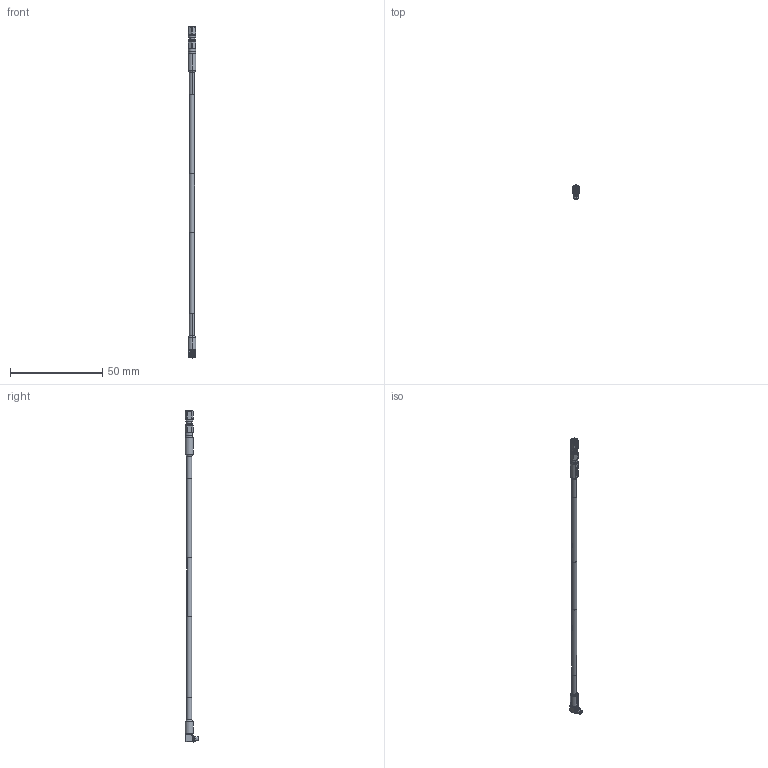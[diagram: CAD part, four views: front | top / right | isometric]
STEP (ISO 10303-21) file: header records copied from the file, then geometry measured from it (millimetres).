
FILE_DESCRIPTION (( 'STEP AP214' ), '1' );
FILE_NAME ('FMC00727_3D.step', '2023-02-06T16:20:14', ( '' ), ( '' ), 'SwSTEP 2.0', 'SolidWorks 2022', '' );
FILE_SCHEMA (( 'AUTOMOTIVE_DESIGN' ));
Length unit declared in the file: inch
Products named in the file (5): Part2^FMC00727; Copy of RG316^FMC00727; Copy of SC9535^FMC00727; FMC00727_3D; Copy of PE45209 ¦ SC8860^FMC00727
Assembly tree (4 placements, depth 2):
  FMC00727_3D
    Copy of PE45209 ¦ SC8860^FMC00727
    Copy of SC9535^FMC00727
    Copy of RG316^FMC00727
    Part2^FMC00727
Bounding box: 4.25 x 7.58 x 180.3 mm (x, y, z)
Volume: 1199.3 mm3; surface area: 3230 mm2
Topology: 8 solids, 8 shells, 266 faces, 609 edges, 378 vertices
Faces by surface type: cylinder 118, plane 71, cone 56, bspline 15, torus 6
Entity records: 11434 total; most frequent: CARTESIAN_POINT 5180, DIRECTION 1256, ORIENTED_EDGE 1214, EDGE_CURVE 607, AXIS2_PLACEMENT_3D 528, VERTEX_POINT 378, EDGE_LOOP 297, CIRCLE 270
